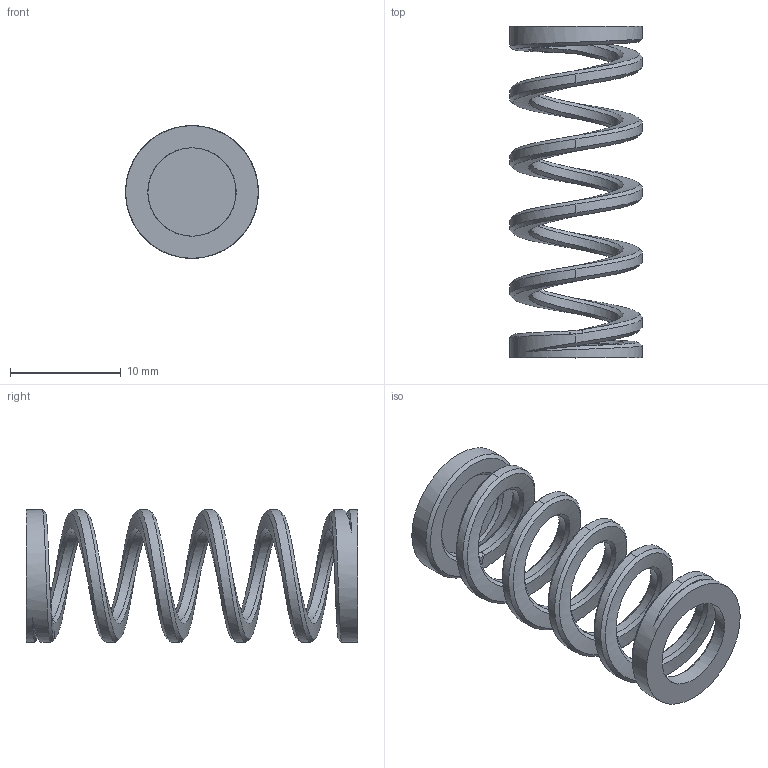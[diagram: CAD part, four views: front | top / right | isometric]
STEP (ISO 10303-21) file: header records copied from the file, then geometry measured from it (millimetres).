
FILE_DESCRIPTION(/* description */ (''),/* implementation_level */ '2;1');
FILE_NAME(/* name */ 'spring v0.002.stp',/* time_stamp */ '2023-12-28T14:32:13+07:00',/* author */ ('khrip'),/* organization */ (''),/* preprocessor_version */ 'ST-DEVELOPER v19',/* originating_system */ 'Autodesk Inventor 2023',/* authorisation */ '');
FILE_SCHEMA (('AUTOMOTIVE_DESIGN { 1 0 10303 214 3 1 1 }'));
Length unit declared in the file: millimetre
Products named in the file (1): spring v0.002
Bounding box: 12.01 x 30 x 12 mm (x, y, z)
Volume: 635.6 mm3; surface area: 1400.9 mm2
Topology: 1 solids, 1 shells, 43 faces, 112 edges, 70 vertices
Faces by surface type: bspline 26, cylinder 14, plane 3
Full cylindrical faces by diameter (mm): 8 x6, 12 x6
Entity records: 3752 total; most frequent: CARTESIAN_POINT 2877, ORIENTED_EDGE 224, EDGE_CURVE 112, DIRECTION 80, B_SPLINE_CURVE_WITH_KNOTS 74, VERTEX_POINT 70, EDGE_LOOP 44, FACE_OUTER_BOUND 43
